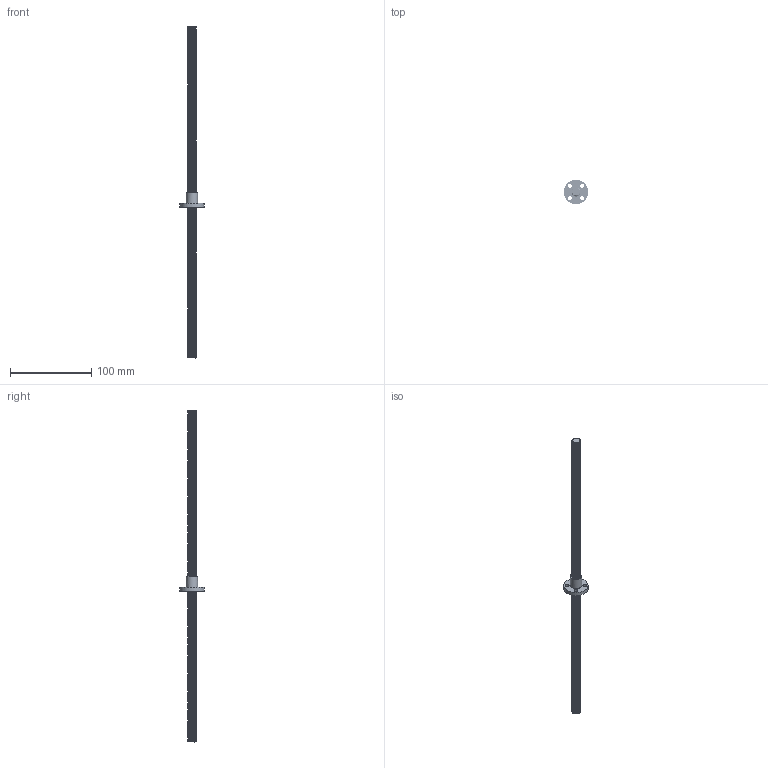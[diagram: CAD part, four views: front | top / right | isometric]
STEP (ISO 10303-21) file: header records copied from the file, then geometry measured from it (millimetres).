
FILE_DESCRIPTION(('FreeCAD Model'),'2;1');
FILE_NAME('Open CASCADE Shape Model','2025-05-02T09:08:14',('FreeCAD'),( 'FreeCAD'),'Open CASCADE STEP processor 7.6','FreeCAD','Unknown');
FILE_SCHEMA(('AUTOMOTIVE_DESIGN { 1 0 10303 214 1 1 1 1 }'));
Products named in the file (1): Open CASCADE STEP translator 7.6 1
Bounding box: 29.89 x 29.88 x 408.06 mm (x, y, z)
Volume: 34205.6 mm3; surface area: 23743 mm2
Topology: 2 solids, 2 shells, 496 faces, 1473 edges, 982 vertices
Faces by surface type: bspline 496
Entity records: 49290 total; most frequent: CARTESIAN_POINT 40898, ORIENTED_EDGE 2946, EDGE_CURVE 1473, B_SPLINE_CURVE_WITH_KNOTS 1455, VERTEX_POINT 982, FACE_BOUND 507, EDGE_LOOP 507, ADVANCED_FACE 496
